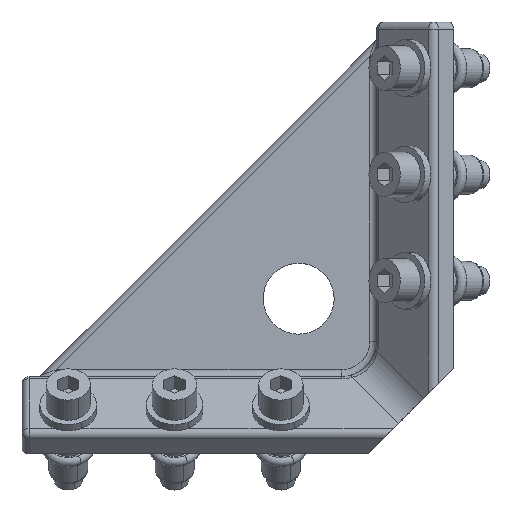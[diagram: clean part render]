
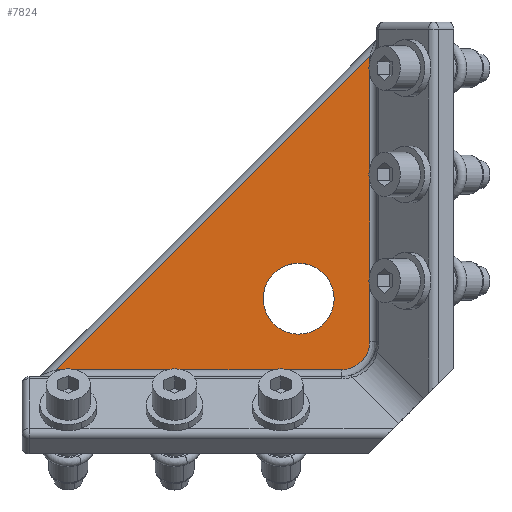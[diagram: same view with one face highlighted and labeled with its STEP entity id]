
A CAD part, top view. The second image highlights one B-rep face of the part: STEP entity #7824.
In plain terms, the highlighted planar face has unit normal (-0.025, 0.025, 0.999).
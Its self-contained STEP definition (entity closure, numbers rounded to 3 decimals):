
#5643=CARTESIAN_POINT('Vertex',(-123.32,34.951,5.22)) ;
#5679=CARTESIAN_POINT('Vertex',(-42.951,34.951,7.205)) ;
#5682=CARTESIAN_POINT('Line Origine',(-85.268,34.951,6.16)) ;
#6365=CARTESIAN_POINT('Vertex',(-34.951,123.32,5.22)) ;
#6388=CARTESIAN_POINT('Line Origine',(-34.951,85.268,6.16)) ;
#6392=CARTESIAN_POINT('Vertex',(-34.951,42.951,7.205)) ;
#7751=CARTESIAN_POINT('Line Origine',(-79.135,79.135,5.22)) ;
#7763=CARTESIAN_POINT('Axis2P3D Location',(-32.971,32.971,7.5)) ;
#7769=CARTESIAN_POINT('Control Point',(-34.951,42.951,7.205)) ;
#7770=CARTESIAN_POINT('Control Point',(-34.951,40.438,7.267)) ;
#7771=CARTESIAN_POINT('Control Point',(-35.934,37.922,7.305)) ;
#7772=CARTESIAN_POINT('Control Point',(-37.922,35.934,7.305)) ;
#7773=CARTESIAN_POINT('Control Point',(-40.438,34.951,7.267)) ;
#7774=CARTESIAN_POINT('Control Point',(-42.951,34.951,7.205)) ;
#7783=CARTESIAN_POINT('Control Point',(-65.,55.,6.165)) ;
#7784=CARTESIAN_POINT('Control Point',(-65.,53.615,6.199)) ;
#7785=CARTESIAN_POINT('Control Point',(-64.76,52.23,6.239)) ;
#7786=CARTESIAN_POINT('Control Point',(-64.281,50.901,6.284)) ;
#7787=CARTESIAN_POINT('Control Point',(-62.691,48.131,6.392)) ;
#7788=CARTESIAN_POINT('Control Point',(-60.149,46.152,6.503)) ;
#7789=CARTESIAN_POINT('Control Point',(-58.5,45.379,6.563)) ;
#7790=CARTESIAN_POINT('Control Point',(-54.975,44.612,6.669)) ;
#7791=CARTESIAN_POINT('Control Point',(-51.453,45.397,6.737)) ;
#7792=CARTESIAN_POINT('Control Point',(-49.808,46.177,6.758)) ;
#7793=CARTESIAN_POINT('Control Point',(-47.283,48.163,6.771)) ;
#7794=CARTESIAN_POINT('Control Point',(-45.709,50.929,6.742)) ;
#7795=CARTESIAN_POINT('Control Point',(-45.236,52.25,6.721)) ;
#7796=CARTESIAN_POINT('Control Point',(-45.,53.625,6.693)) ;
#7797=CARTESIAN_POINT('Control Point',(-45.,55.,6.659)) ;
#7798=CARTESIAN_POINT('Vertex',(-65.,55.,6.165)) ;
#7800=CARTESIAN_POINT('Vertex',(-45.,55.,6.659)) ;
#7804=CARTESIAN_POINT('Control Point',(-45.,55.,6.659)) ;
#7805=CARTESIAN_POINT('Control Point',(-45.,56.761,6.616)) ;
#7806=CARTESIAN_POINT('Control Point',(-45.388,58.523,6.562)) ;
#7807=CARTESIAN_POINT('Control Point',(-46.164,60.17,6.503)) ;
#7808=CARTESIAN_POINT('Control Point',(-48.386,63.01,6.378)) ;
#7809=CARTESIAN_POINT('Control Point',(-51.596,64.655,6.258)) ;
#7810=CARTESIAN_POINT('Control Point',(-53.362,65.106,6.203)) ;
#7811=CARTESIAN_POINT('Control Point',(-56.968,65.2,6.112)) ;
#7812=CARTESIAN_POINT('Control Point',(-60.28,63.77,6.065)) ;
#7813=CARTESIAN_POINT('Control Point',(-61.751,62.696,6.055)) ;
#7814=CARTESIAN_POINT('Control Point',(-63.606,60.564,6.062)) ;
#7815=CARTESIAN_POINT('Control Point',(-64.626,57.976,6.101)) ;
#7816=CARTESIAN_POINT('Control Point',(-64.875,56.998,6.119)) ;
#7817=CARTESIAN_POINT('Control Point',(-65.,55.999,6.141)) ;
#7818=CARTESIAN_POINT('Control Point',(-65.,55.,6.165)) ;
#5683=DIRECTION('Vector Direction',(-1.,0.,-0.025)) ;
#6389=DIRECTION('Vector Direction',(0.,1.,-0.025)) ;
#7752=DIRECTION('Vector Direction',(-0.707,-0.707,0.)) ;
#7764=DIRECTION('Axis2P3D Direction',(0.025,-0.025,-0.999)) ;
#7765=DIRECTION('Axis2P3D XDirection',(0.707,0.707,0.)) ;
#7766=AXIS2_PLACEMENT_3D('Plane Axis2P3D',#7763,#7764,#7765) ;
#7777=ORIENTED_EDGE('',*,*,#5686,.T.) ;
#7778=ORIENTED_EDGE('',*,*,#7775,.T.) ;
#7779=ORIENTED_EDGE('',*,*,#6394,.T.) ;
#7780=ORIENTED_EDGE('',*,*,#7755,.F.) ;
#7821=ORIENTED_EDGE('',*,*,#7802,.F.) ;
#7822=ORIENTED_EDGE('',*,*,#7819,.F.) ;
#7823=FACE_BOUND('',#7820,.T.) ;
#5684=VECTOR('Line Direction',#5683,1.) ;
#6390=VECTOR('Line Direction',#6389,1.) ;
#7753=VECTOR('Line Direction',#7752,1.) ;
#7824=ADVANCED_FACE('PartBody',(#7781,#7823),#7767,.F.) ;
#7768=B_SPLINE_CURVE_WITH_KNOTS('',5,(#7769,#7770,#7771,#7772,#7773,#7774),.UNSPECIFIED.,.F.,.U.,(6,6),(30.184,50.302),.UNSPECIFIED.) ;
#7782=B_SPLINE_CURVE_WITH_KNOTS('',5,(#7783,#7784,#7785,#7786,#7787,#7788,#7789,#7790,#7791,#7792,#7793,#7794,#7795,#7796,#7797),.UNSPECIFIED.,.F.,.U.,(6,3,3,3,6),(44.426,54.222,66.688,79.144,88.868),.UNSPECIFIED.) ;
#7803=B_SPLINE_CURVE_WITH_KNOTS('',5,(#7804,#7805,#7806,#7807,#7808,#7809,#7810,#7811,#7812,#7813,#7814,#7815,#7816,#7817,#7818),.UNSPECIFIED.,.F.,.U.,(6,3,3,3,6),(0.,12.459,24.923,37.377,44.442),.UNSPECIFIED.) ;
#5686=EDGE_CURVE('',#5644,#5680,#5685,.F.) ;
#6394=EDGE_CURVE('',#6393,#6366,#6391,.T.) ;
#7755=EDGE_CURVE('',#5644,#6366,#7754,.F.) ;
#7775=EDGE_CURVE('',#5680,#6393,#7768,.F.) ;
#7802=EDGE_CURVE('',#7799,#7801,#7782,.T.) ;
#7819=EDGE_CURVE('',#7801,#7799,#7803,.T.) ;
#7776=EDGE_LOOP('',(#7777,#7778,#7779,#7780)) ;
#7820=EDGE_LOOP('',(#7821,#7822)) ;
#7781=FACE_OUTER_BOUND('',#7776,.T.) ;
#5685=LINE('Line',#5682,#5684) ;
#6391=LINE('Line',#6388,#6390) ;
#7754=LINE('Line',#7751,#7753) ;
#7767=PLANE('',#7766) ;
#5644=VERTEX_POINT('',#5643) ;
#5680=VERTEX_POINT('',#5679) ;
#6366=VERTEX_POINT('',#6365) ;
#6393=VERTEX_POINT('',#6392) ;
#7799=VERTEX_POINT('',#7798) ;
#7801=VERTEX_POINT('',#7800) ;
